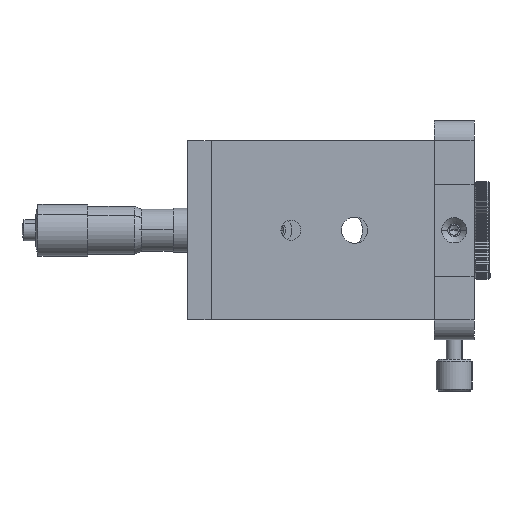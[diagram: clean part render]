
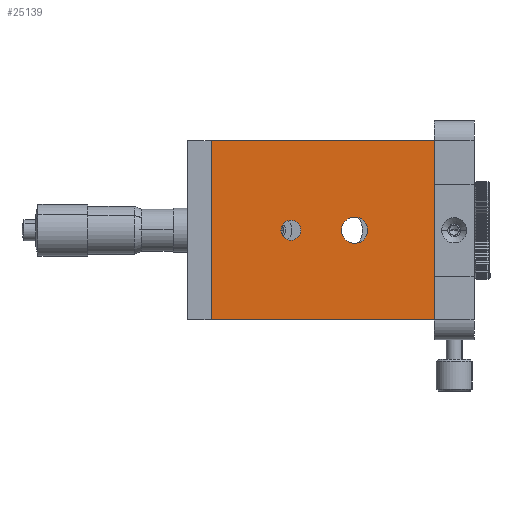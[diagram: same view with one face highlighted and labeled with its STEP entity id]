
A CAD part, front view. The second image highlights one B-rep face of the part: STEP entity #25139.
In plain terms, the highlighted planar face has unit normal (0, -1, 0).
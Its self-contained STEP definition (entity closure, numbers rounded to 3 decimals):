
#61 = ORIENTED_EDGE ( 'NONE', *, *, #30516, .F. ) ;
#270 = PLANE ( 'NONE',  #25647 ) ;
#845 = LINE ( 'NONE', #22048, #15009 ) ;
#1457 = DIRECTION ( 'NONE',  ( 0., 1., 0. ) ) ;
#2344 = CARTESIAN_POINT ( 'NONE',  ( 28., -5., -22.5 ) ) ;
#2870 = CARTESIAN_POINT ( 'NONE',  ( 8., -5., 0. ) ) ;
#4297 = AXIS2_PLACEMENT_3D ( 'NONE', #32195, #15242, #19382 ) ;
#4630 = CARTESIAN_POINT ( 'NONE',  ( -28., -5., 22.5 ) ) ;
#5623 = CARTESIAN_POINT ( 'NONE',  ( 8., -5., 0. ) ) ;
#5818 = CIRCLE ( 'NONE', #51353, 3.3 ) ;
#7137 = EDGE_LOOP ( 'NONE', ( #11035, #32308, #50863, #61 ) ) ;
#8618 = EDGE_LOOP ( 'NONE', ( #10171, #53228 ) ) ;
#8743 = CARTESIAN_POINT ( 'NONE',  ( 28., -5., 22.5 ) ) ;
#9512 = CARTESIAN_POINT ( 'NONE',  ( -8., -5., 0. ) ) ;
#10171 = ORIENTED_EDGE ( 'NONE', *, *, #39759, .T. ) ;
#11033 = DIRECTION ( 'NONE',  ( 0., 0., 1. ) ) ;
#11035 = ORIENTED_EDGE ( 'NONE', *, *, #46726, .F. ) ;
#11111 = AXIS2_PLACEMENT_3D ( 'NONE', #2870, #11116, #49971 ) ;
#11116 = DIRECTION ( 'NONE',  ( 0., 1., 0. ) ) ;
#12112 = VERTEX_POINT ( 'NONE', #35419 ) ;
#13235 = CIRCLE ( 'NONE', #11111, 3.3 ) ;
#14257 = VERTEX_POINT ( 'NONE', #33812 ) ;
#14396 = VERTEX_POINT ( 'NONE', #8743 ) ;
#14937 = VERTEX_POINT ( 'NONE', #28552 ) ;
#15009 = VECTOR ( 'NONE', #26570, 1000. ) ;
#15242 = DIRECTION ( 'NONE',  ( 0., 1., 0. ) ) ;
#15674 = VERTEX_POINT ( 'NONE', #16901 ) ;
#16232 = CARTESIAN_POINT ( 'NONE',  ( 8., -5., 3.3 ) ) ;
#16901 = CARTESIAN_POINT ( 'NONE',  ( -28., -5., 22.5 ) ) ;
#18104 = ORIENTED_EDGE ( 'NONE', *, *, #55190, .T. ) ;
#19382 = DIRECTION ( 'NONE',  ( 0., 0., 1. ) ) ;
#20493 = DIRECTION ( 'NONE',  ( -1., 0., 0. ) ) ;
#20727 = EDGE_CURVE ( 'NONE', #44563, #14257, #44725, .T. ) ;
#21255 = CARTESIAN_POINT ( 'NONE',  ( 8., -5., -3.3 ) ) ;
#22048 = CARTESIAN_POINT ( 'NONE',  ( -28., -5., -22.5 ) ) ;
#23630 = LINE ( 'NONE', #2344, #46602 ) ;
#23831 = FACE_BOUND ( 'NONE', #41425, .T. ) ;
#25139 = ADVANCED_FACE ( 'NONE', ( #29227, #23831, #46788 ), #270, .F. ) ;
#25647 = AXIS2_PLACEMENT_3D ( 'NONE', #4630, #34209, #34767 ) ;
#26570 = DIRECTION ( 'NONE',  ( 0., 0., 1. ) ) ;
#28228 = ORIENTED_EDGE ( 'NONE', *, *, #20727, .T. ) ;
#28552 = CARTESIAN_POINT ( 'NONE',  ( 28., -5., -22.5 ) ) ;
#29227 = FACE_BOUND ( 'NONE', #8618, .T. ) ;
#29309 = CARTESIAN_POINT ( 'NONE',  ( -28., -5., 22.5 ) ) ;
#29474 = CARTESIAN_POINT ( 'NONE',  ( -8., -5., -2.5 ) ) ;
#29928 = AXIS2_PLACEMENT_3D ( 'NONE', #9512, #43612, #35333 ) ;
#30516 = EDGE_CURVE ( 'NONE', #15674, #14396, #53098, .T. ) ;
#32195 = CARTESIAN_POINT ( 'NONE',  ( -8., -5., 0. ) ) ;
#32308 = ORIENTED_EDGE ( 'NONE', *, *, #34119, .F. ) ;
#33812 = CARTESIAN_POINT ( 'NONE',  ( -8., -5., 2.5 ) ) ;
#34119 = EDGE_CURVE ( 'NONE', #14937, #12112, #37411, .T. ) ;
#34209 = DIRECTION ( 'NONE',  ( 0., 1., 0. ) ) ;
#34767 = DIRECTION ( 'NONE',  ( 0., 0., 1. ) ) ;
#35333 = DIRECTION ( 'NONE',  ( 0., 0., 1. ) ) ;
#35419 = CARTESIAN_POINT ( 'NONE',  ( -28., -5., -22.5 ) ) ;
#35853 = VERTEX_POINT ( 'NONE', #16232 ) ;
#37411 = LINE ( 'NONE', #50475, #47548 ) ;
#37416 = DIRECTION ( 'NONE',  ( 1., 0., 0. ) ) ;
#37837 = EDGE_CURVE ( 'NONE', #14396, #14937, #23630, .T. ) ;
#39759 = EDGE_CURVE ( 'NONE', #35853, #41082, #13235, .T. ) ;
#40248 = VECTOR ( 'NONE', #37416, 1000. ) ;
#40402 = CIRCLE ( 'NONE', #29928, 2.5 ) ;
#41082 = VERTEX_POINT ( 'NONE', #21255 ) ;
#41425 = EDGE_LOOP ( 'NONE', ( #18104, #28228 ) ) ;
#43612 = DIRECTION ( 'NONE',  ( 0., 1., 0. ) ) ;
#44398 = EDGE_CURVE ( 'NONE', #41082, #35853, #5818, .T. ) ;
#44563 = VERTEX_POINT ( 'NONE', #29474 ) ;
#44725 = CIRCLE ( 'NONE', #4297, 2.5 ) ;
#46602 = VECTOR ( 'NONE', #50011, 1000. ) ;
#46726 = EDGE_CURVE ( 'NONE', #12112, #15674, #845, .T. ) ;
#46788 = FACE_OUTER_BOUND ( 'NONE', #7137, .T. ) ;
#47548 = VECTOR ( 'NONE', #20493, 1000. ) ;
#49971 = DIRECTION ( 'NONE',  ( 0., 0., 1. ) ) ;
#50011 = DIRECTION ( 'NONE',  ( 0., 0., -1. ) ) ;
#50475 = CARTESIAN_POINT ( 'NONE',  ( -28., -5., -22.5 ) ) ;
#50863 = ORIENTED_EDGE ( 'NONE', *, *, #37837, .F. ) ;
#51353 = AXIS2_PLACEMENT_3D ( 'NONE', #5623, #1457, #11033 ) ;
#53098 = LINE ( 'NONE', #29309, #40248 ) ;
#53228 = ORIENTED_EDGE ( 'NONE', *, *, #44398, .T. ) ;
#55190 = EDGE_CURVE ( 'NONE', #14257, #44563, #40402, .T. ) ;
